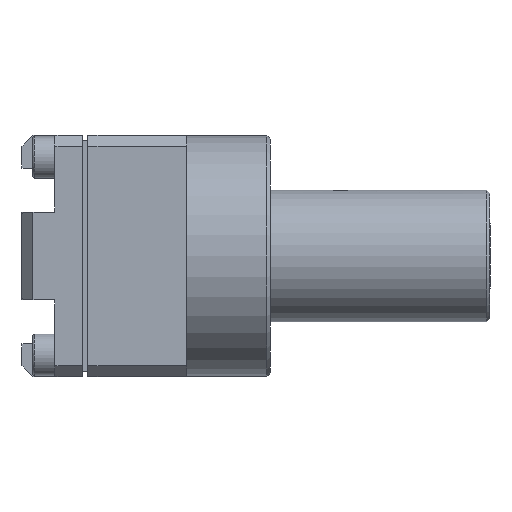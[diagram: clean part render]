
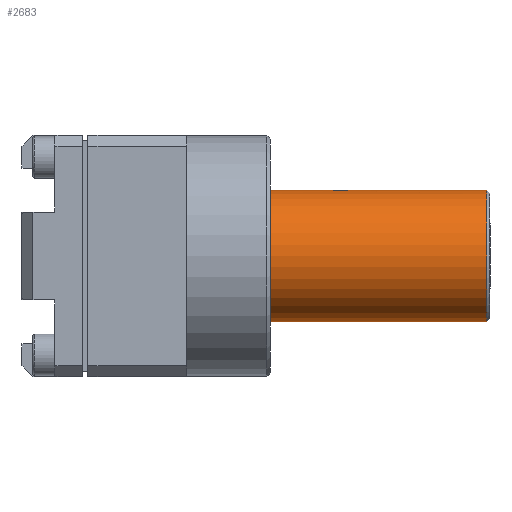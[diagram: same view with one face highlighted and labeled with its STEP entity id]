
A CAD part, front view. The second image highlights one B-rep face of the part: STEP entity #2683.
In plain terms, the highlighted cylindrical face has radius 6 mm (diameter 12 mm), a partial arc.
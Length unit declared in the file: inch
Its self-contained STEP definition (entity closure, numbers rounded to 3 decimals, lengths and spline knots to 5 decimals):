
#134 = VECTOR ( 'NONE', #592, 39.37008 ) ;
#294 = CARTESIAN_POINT ( 'NONE',  ( 0.58268, 0.43307, 0.23622 ) ) ;
#339 = DIRECTION ( 'NONE',  ( 1., 0., 0. ) ) ;
#361 = ORIENTED_EDGE ( 'NONE', *, *, #511, .T. ) ;
#401 = ORIENTED_EDGE ( 'NONE', *, *, #4459, .T. ) ;
#459 = LINE ( 'NONE', #1816, #134 ) ;
#489 = EDGE_CURVE ( 'NONE', #2203, #3671, #1472, .T. ) ;
#511 = EDGE_CURVE ( 'NONE', #1293, #2747, #2063, .T. ) ;
#592 = DIRECTION ( 'NONE',  ( 1., 0., 0. ) ) ;
#625 = VERTEX_POINT ( 'NONE', #2146 ) ;
#682 = CARTESIAN_POINT ( 'NONE',  ( 0.57056, 0.4079, 0.23489 ) ) ;
#774 = DIRECTION ( 'NONE',  ( 1., 0., 0. ) ) ;
#781 = ORIENTED_EDGE ( 'NONE', *, *, #489, .T. ) ;
#796 = LINE ( 'NONE', #2213, #4107 ) ;
#974 = ORIENTED_EDGE ( 'NONE', *, *, #3364, .F. ) ;
#1024 = CARTESIAN_POINT ( 'NONE',  ( 0.51969, 0.42484, 0.23622 ) ) ;
#1052 = FACE_OUTER_BOUND ( 'NONE', #3481, .T. ) ;
#1091 = CARTESIAN_POINT ( 'NONE',  ( 0.57926, 0.41662, 0.23572 ) ) ;
#1293 = VERTEX_POINT ( 'NONE', #4161 ) ;
#1390 = CIRCLE ( 'NONE', #4478, 0.23622 ) ;
#1403 = DIRECTION ( 'NONE',  ( 0., 0., -1. ) ) ;
#1472 = CIRCLE ( 'NONE', #1843, 0.23622 ) ;
#1697 = CARTESIAN_POINT ( 'NONE',  ( 0.53181, 0.4079, 0.23489 ) ) ;
#1771 = CARTESIAN_POINT ( 'NONE',  ( 1.08661, 0.43307, 0.23622 ) ) ;
#1816 = CARTESIAN_POINT ( 'NONE',  ( 1.08661, 0.43307, 0.23622 ) ) ;
#1843 = AXIS2_PLACEMENT_3D ( 'NONE', #2755, #3837, #4208 ) ;
#2063 = B_SPLINE_CURVE_WITH_KNOTS ( 'NONE', 3,
 ( #294, #3123, #1091, #682, #4252, #4183, #3491, #3453, #2478, #3910, #1697, #3544, #1024, #3175 ),
 .UNSPECIFIED., .F., .F.,
 ( 4, 2, 2, 2, 2, 2, 4 ),
 ( 0.00189, 0.00252, 0.00284, 0.00315, 0.00347, 0.00378, 0.00441 ),
 .UNSPECIFIED. ) ;
#2140 = CARTESIAN_POINT ( 'NONE',  ( 0.51969, 0.43307, 0.23622 ) ) ;
#2146 = CARTESIAN_POINT ( 'NONE',  ( 0.29921, 0.43307, -0.23622 ) ) ;
#2203 = VERTEX_POINT ( 'NONE', #3022 ) ;
#2213 = CARTESIAN_POINT ( 'NONE',  ( 1.08661, 0.43307, -0.23622 ) ) ;
#2478 = CARTESIAN_POINT ( 'NONE',  ( 0.54293, 0.4024, 0.23423 ) ) ;
#2497 = ORIENTED_EDGE ( 'NONE', *, *, #4384, .T. ) ;
#2579 = DIRECTION ( 'NONE',  ( 0., 0., -1. ) ) ;
#2683 = ADVANCED_FACE ( 'NONE', ( #1052 ), #4483, .T. ) ;
#2747 = VERTEX_POINT ( 'NONE', #2140 ) ;
#2755 = CARTESIAN_POINT ( 'NONE',  ( 1.0748, 0.43307, 0. ) ) ;
#2841 = VERTEX_POINT ( 'NONE', #3912 ) ;
#2950 = DIRECTION ( 'NONE',  ( 1., 0., 0. ) ) ;
#3022 = CARTESIAN_POINT ( 'NONE',  ( 1.0748, 0.43307, -0.23622 ) ) ;
#3089 = AXIS2_PLACEMENT_3D ( 'NONE', #4524, #339, #1403 ) ;
#3123 = CARTESIAN_POINT ( 'NONE',  ( 0.58268, 0.42484, 0.23622 ) ) ;
#3175 = CARTESIAN_POINT ( 'NONE',  ( 0.51969, 0.43307, 0.23622 ) ) ;
#3364 = EDGE_CURVE ( 'NONE', #2841, #2747, #3846, .T. ) ;
#3453 = CARTESIAN_POINT ( 'NONE',  ( 0.54701, 0.40157, 0.23411 ) ) ;
#3481 = EDGE_LOOP ( 'NONE', ( #974, #401, #2497, #781, #4276, #361 ) ) ;
#3491 = CARTESIAN_POINT ( 'NONE',  ( 0.55535, 0.40157, 0.23411 ) ) ;
#3544 = CARTESIAN_POINT ( 'NONE',  ( 0.5231, 0.41662, 0.23572 ) ) ;
#3671 = VERTEX_POINT ( 'NONE', #3777 ) ;
#3777 = CARTESIAN_POINT ( 'NONE',  ( 1.0748, 0.43307, 0.23622 ) ) ;
#3837 = DIRECTION ( 'NONE',  ( -1., 0., 0. ) ) ;
#3846 = LINE ( 'NONE', #1771, #4465 ) ;
#3910 = CARTESIAN_POINT ( 'NONE',  ( 0.5353, 0.40556, 0.23462 ) ) ;
#3912 = CARTESIAN_POINT ( 'NONE',  ( 0.29921, 0.43307, 0.23622 ) ) ;
#3939 = CARTESIAN_POINT ( 'NONE',  ( 0.29921, 0.43307, 0. ) ) ;
#3985 = EDGE_CURVE ( 'NONE', #1293, #3671, #459, .T. ) ;
#4107 = VECTOR ( 'NONE', #2950, 39.37008 ) ;
#4161 = CARTESIAN_POINT ( 'NONE',  ( 0.58268, 0.43307, 0.23622 ) ) ;
#4167 = DIRECTION ( 'NONE',  ( 1., 0., 0. ) ) ;
#4183 = CARTESIAN_POINT ( 'NONE',  ( 0.55944, 0.4024, 0.23423 ) ) ;
#4208 = DIRECTION ( 'NONE',  ( 0., 0., -1. ) ) ;
#4252 = CARTESIAN_POINT ( 'NONE',  ( 0.56707, 0.40556, 0.23462 ) ) ;
#4276 = ORIENTED_EDGE ( 'NONE', *, *, #3985, .F. ) ;
#4384 = EDGE_CURVE ( 'NONE', #625, #2203, #796, .T. ) ;
#4459 = EDGE_CURVE ( 'NONE', #2841, #625, #1390, .T. ) ;
#4465 = VECTOR ( 'NONE', #4167, 39.37008 ) ;
#4478 = AXIS2_PLACEMENT_3D ( 'NONE', #3939, #774, #2579 ) ;
#4483 = CYLINDRICAL_SURFACE ( 'NONE', #3089, 0.23622 ) ;
#4524 = CARTESIAN_POINT ( 'NONE',  ( 1.08661, 0.43307, 0. ) ) ;
